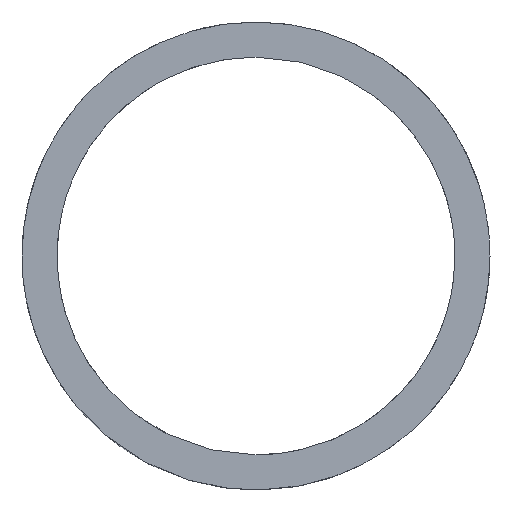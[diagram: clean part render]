
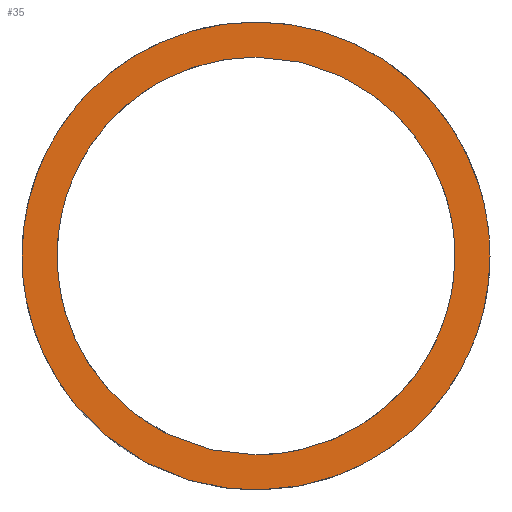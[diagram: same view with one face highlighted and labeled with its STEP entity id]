
A CAD part, front view. The second image highlights one B-rep face of the part: STEP entity #35.
In plain terms, the highlighted planar face has unit normal (0.707, -0.707, 0).
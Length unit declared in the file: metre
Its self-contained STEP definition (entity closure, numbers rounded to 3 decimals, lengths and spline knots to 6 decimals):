
#35=ADVANCED_FACE('0:189',(#67,#68),#69,.T.);
#67=FACE_OUTER_BOUND('',#95,.T.);
#68=FACE_BOUND('',#96,.T.);
#69=PLANE('',#97);
#95=EDGE_LOOP('',(#128,#129));
#96=EDGE_LOOP('',(#130,#131,#132));
#97=AXIS2_PLACEMENT_3D('',#133,#134,#135);
#128=ORIENTED_EDGE('',*,*,#175,.F.);
#129=ORIENTED_EDGE('',*,*,#165,.F.);
#130=ORIENTED_EDGE('',*,*,#176,.F.);
#131=ORIENTED_EDGE('',*,*,#177,.F.);
#132=ORIENTED_EDGE('',*,*,#171,.F.);
#133=CARTESIAN_POINT('',(-2.026,-0.220006,-0.016125));
#134=DIRECTION('',(0.707,-0.707,0.0));
#135=DIRECTION('',(0.0,0.0,-1.0));
#165=EDGE_CURVE('',#185,#188,#189,.T.);
#171=EDGE_CURVE('',#196,#199,#200,.F.);
#175=EDGE_CURVE('0:201',#188,#185,#205,.T.);
#176=EDGE_CURVE('0:204',#206,#196,#207,.F.);
#177=EDGE_CURVE('',#199,#206,#208,.F.);
#185=VERTEX_POINT('',#216);
#188=VERTEX_POINT('',#220);
#189=B_SPLINE_CURVE_WITH_KNOTS('',5,(#221,#222,#223,#224,#225,#226,#227,#228,#229,#230,#231,#232,#233,#234,#235,#236,#237,#238,#239,#240,#241,#242,#243,#244,#245,#246,#247,#248,#249),.UNSPECIFIED.,.F.,.F.,(6,3,3,5,3,3,3,3,6),(-54.432054,-46.301232,-39.887137,-27.420494,-19.134202,-11.890851,-7.833402,-4.155237,-0.0),.UNSPECIFIED.);
#196=VERTEX_POINT('',#291);
#199=VERTEX_POINT('',#295);
#200=B_SPLINE_CURVE_WITH_KNOTS('',3,(#296,#297,#298,#299,#300,#301,#302,#303,#304,#305,#306,#307,#308,#309,#310,#311,#312,#313,#314,#315),.UNSPECIFIED.,.F.,.F.,(4,2,2,2,2,2,2,2,2,4),(23.307428,29.04727,34.787112,40.526954,43.396875,47.701756,52.006637,57.746479,63.486321,69.226163),.UNSPECIFIED.);
#205=B_SPLINE_CURVE_WITH_KNOTS('',5,(#349,#350,#351,#352,#353,#354,#355,#356,#357,#358,#359,#360,#361,#362,#363,#364,#365,#366,#367,#368,#369,#370,#371,#372,#373,#374,#375,#376,#377),.UNSPECIFIED.,.F.,.F.,(6,3,3,3,3,5,3,3,6),(-108.864108,-104.708871,-101.030706,-96.973257,-89.729906,-81.443614,-68.976971,-62.562876,-54.432054),.UNSPECIFIED.);
#206=VERTEX_POINT('',#378);
#207=B_SPLINE_CURVE_WITH_KNOTS('',3,(#379,#380,#381,#382,#383,#384,#385,#386,#387,#388,#389),.UNSPECIFIED.,.F.,.F.,(4,2,2,2,1,4),(69.226163,75.05302,80.879877,86.706734,89.620163,92.533591),.UNSPECIFIED.);
#208=B_SPLINE_CURVE_WITH_KNOTS('',3,(#390,#391,#392,#393,#394,#395,#396,#397,#398,#399,#400),.UNSPECIFIED.,.F.,.F.,(4,1,2,2,2,4),(0.0,2.913429,5.826857,11.653714,17.480571,23.307428),.UNSPECIFIED.);
#216=CARTESIAN_POINT('',(-2.036,-0.230006,-0.016125));
#220=CARTESIAN_POINT('',(-2.016,-0.210006,-0.016125));
#221=CARTESIAN_POINT('',(-2.036,-0.230006,-0.016125));
#222=CARTESIAN_POINT('',(-2.036,-0.230006,-0.014975));
#223=CARTESIAN_POINT('',(-2.035835,-0.229841,-0.013825));
#224=CARTESIAN_POINT('',(-2.035504,-0.22951,-0.012744));
#225=CARTESIAN_POINT('',(-2.034707,-0.228713,-0.010999));
#226=CARTESIAN_POINT('',(-2.033632,-0.227638,-0.009595));
#227=CARTESIAN_POINT('',(-2.033118,-0.227124,-0.009043));
#228=CARTESIAN_POINT('',(-2.031518,-0.225524,-0.00761));
#229=CARTESIAN_POINT('',(-2.029719,-0.223725,-0.006707));
#230=CARTESIAN_POINT('',(-2.028493,-0.222499,-0.006319));
#231=CARTESIAN_POINT('',(-2.027247,-0.221253,-0.006125));
#232=CARTESIAN_POINT('',(-2.026,-0.220006,-0.006125));
#233=CARTESIAN_POINT('',(-2.025171,-0.219177,-0.006125));
#234=CARTESIAN_POINT('',(-2.024343,-0.218349,-0.006211));
#235=CARTESIAN_POINT('',(-2.02352,-0.217526,-0.006382));
#236=CARTESIAN_POINT('',(-2.022001,-0.216008,-0.006869));
#237=CARTESIAN_POINT('',(-2.020558,-0.214564,-0.007681));
#238=CARTESIAN_POINT('',(-2.019907,-0.213913,-0.008134));
#239=CARTESIAN_POINT('',(-2.018941,-0.212948,-0.008962));
#240=CARTESIAN_POINT('',(-2.018086,-0.212092,-0.009983));
#241=CARTESIAN_POINT('',(-2.017796,-0.211802,-0.010376));
#242=CARTESIAN_POINT('',(-2.01728,-0.211286,-0.011171));
#243=CARTESIAN_POINT('',(-2.016849,-0.210855,-0.012052));
#244=CARTESIAN_POINT('',(-2.016666,-0.210672,-0.012489));
#245=CARTESIAN_POINT('',(-2.016329,-0.210335,-0.013453));
#246=CARTESIAN_POINT('',(-2.016114,-0.21012,-0.014472));
#247=CARTESIAN_POINT('',(-2.016038,-0.210044,-0.015022));
#248=CARTESIAN_POINT('',(-2.016,-0.210006,-0.015576));
#249=CARTESIAN_POINT('',(-2.016,-0.210006,-0.016125));
#291=CARTESIAN_POINT('',(-2.026,-0.220006,-0.007625));
#295=CARTESIAN_POINT('',(-2.026,-0.220006,-0.024625));
#296=CARTESIAN_POINT('',(-2.026,-0.220006,-0.024625));
#297=CARTESIAN_POINT('',(-2.026957,-0.220963,-0.024625));
#298=CARTESIAN_POINT('',(-2.027914,-0.22192,-0.024465));
#299=CARTESIAN_POINT('',(-2.02977,-0.223776,-0.023806));
#300=CARTESIAN_POINT('',(-2.03067,-0.224677,-0.023308));
#301=CARTESIAN_POINT('',(-2.032313,-0.226319,-0.021918));
#302=CARTESIAN_POINT('',(-2.033057,-0.227063,-0.021021));
#303=CARTESIAN_POINT('',(-2.033884,-0.22789,-0.019362));
#304=CARTESIAN_POINT('',(-2.034109,-0.228115,-0.018757));
#305=CARTESIAN_POINT('',(-2.034495,-0.228501,-0.017156));
#306=CARTESIAN_POINT('',(-2.034559,-0.228566,-0.016115));
#307=CARTESIAN_POINT('',(-2.03432,-0.228326,-0.014114));
#308=CARTESIAN_POINT('',(-2.034021,-0.228028,-0.013164));
#309=CARTESIAN_POINT('',(-2.033057,-0.227063,-0.011229));
#310=CARTESIAN_POINT('',(-2.032313,-0.226319,-0.010332));
#311=CARTESIAN_POINT('',(-2.03067,-0.224677,-0.008942));
#312=CARTESIAN_POINT('',(-2.02977,-0.223776,-0.008443));
#313=CARTESIAN_POINT('',(-2.027914,-0.22192,-0.007785));
#314=CARTESIAN_POINT('',(-2.026957,-0.220963,-0.007625));
#315=CARTESIAN_POINT('',(-2.026,-0.220006,-0.007625));
#349=CARTESIAN_POINT('',(-2.016,-0.210006,-0.016125));
#350=CARTESIAN_POINT('',(-2.016,-0.210006,-0.016674));
#351=CARTESIAN_POINT('',(-2.016038,-0.210044,-0.017227));
#352=CARTESIAN_POINT('',(-2.016114,-0.21012,-0.017777));
#353=CARTESIAN_POINT('',(-2.016329,-0.210335,-0.018796));
#354=CARTESIAN_POINT('',(-2.016666,-0.210672,-0.019761));
#355=CARTESIAN_POINT('',(-2.016849,-0.210855,-0.020198));
#356=CARTESIAN_POINT('',(-2.01728,-0.211286,-0.021078));
#357=CARTESIAN_POINT('',(-2.017796,-0.211802,-0.021874));
#358=CARTESIAN_POINT('',(-2.018086,-0.212092,-0.022266));
#359=CARTESIAN_POINT('',(-2.018941,-0.212948,-0.023288));
#360=CARTESIAN_POINT('',(-2.019907,-0.213913,-0.024115));
#361=CARTESIAN_POINT('',(-2.020558,-0.214564,-0.024568));
#362=CARTESIAN_POINT('',(-2.022001,-0.216008,-0.02538));
#363=CARTESIAN_POINT('',(-2.02352,-0.217526,-0.025867));
#364=CARTESIAN_POINT('',(-2.024343,-0.218349,-0.026039));
#365=CARTESIAN_POINT('',(-2.025171,-0.219177,-0.026125));
#366=CARTESIAN_POINT('',(-2.026,-0.220006,-0.026125));
#367=CARTESIAN_POINT('',(-2.027247,-0.221253,-0.026125));
#368=CARTESIAN_POINT('',(-2.028493,-0.222499,-0.02593));
#369=CARTESIAN_POINT('',(-2.029719,-0.223725,-0.025542));
#370=CARTESIAN_POINT('',(-2.031518,-0.225524,-0.02464));
#371=CARTESIAN_POINT('',(-2.033118,-0.227124,-0.023206));
#372=CARTESIAN_POINT('',(-2.033632,-0.227638,-0.022655));
#373=CARTESIAN_POINT('',(-2.034707,-0.228713,-0.021251));
#374=CARTESIAN_POINT('',(-2.035504,-0.22951,-0.019506));
#375=CARTESIAN_POINT('',(-2.035835,-0.229841,-0.018424));
#376=CARTESIAN_POINT('',(-2.036,-0.230006,-0.017275));
#377=CARTESIAN_POINT('',(-2.036,-0.230006,-0.016125));
#378=CARTESIAN_POINT('',(-2.0175,-0.211506,-0.016125));
#379=CARTESIAN_POINT('',(-2.026,-0.220006,-0.007625));
#380=CARTESIAN_POINT('',(-2.025029,-0.219035,-0.007625));
#381=CARTESIAN_POINT('',(-2.024057,-0.218063,-0.00779));
#382=CARTESIAN_POINT('',(-2.022177,-0.216183,-0.008468));
#383=CARTESIAN_POINT('',(-2.021266,-0.215272,-0.008982));
#384=CARTESIAN_POINT('',(-2.019619,-0.213625,-0.010405));
#385=CARTESIAN_POINT('',(-2.018879,-0.212886,-0.011323));
#386=CARTESIAN_POINT('',(-2.018078,-0.212084,-0.012984));
#387=CARTESIAN_POINT('',(-2.017649,-0.211655,-0.014184));
#388=CARTESIAN_POINT('',(-2.0175,-0.211506,-0.015483));
#389=CARTESIAN_POINT('',(-2.0175,-0.211506,-0.016125));
#390=CARTESIAN_POINT('',(-2.0175,-0.211506,-0.016125));
#391=CARTESIAN_POINT('',(-2.0175,-0.211506,-0.016766));
#392=CARTESIAN_POINT('',(-2.017649,-0.211655,-0.018065));
#393=CARTESIAN_POINT('',(-2.018078,-0.212084,-0.019265));
#394=CARTESIAN_POINT('',(-2.018879,-0.212886,-0.020927));
#395=CARTESIAN_POINT('',(-2.019619,-0.213625,-0.021844));
#396=CARTESIAN_POINT('',(-2.021266,-0.215272,-0.023268));
#397=CARTESIAN_POINT('',(-2.022177,-0.216183,-0.023782));
#398=CARTESIAN_POINT('',(-2.024057,-0.218063,-0.02446));
#399=CARTESIAN_POINT('',(-2.025029,-0.219035,-0.024625));
#400=CARTESIAN_POINT('',(-2.026,-0.220006,-0.024625));
